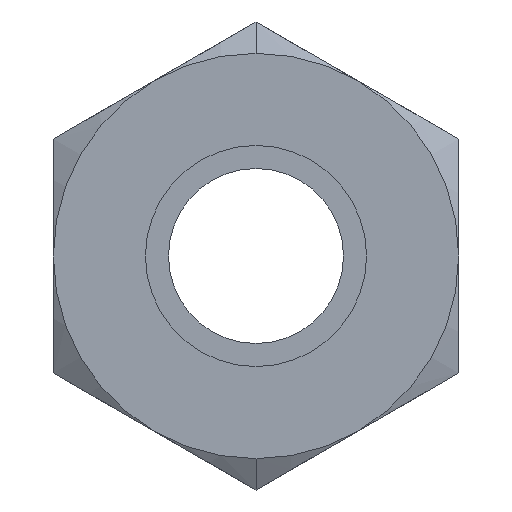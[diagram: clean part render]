
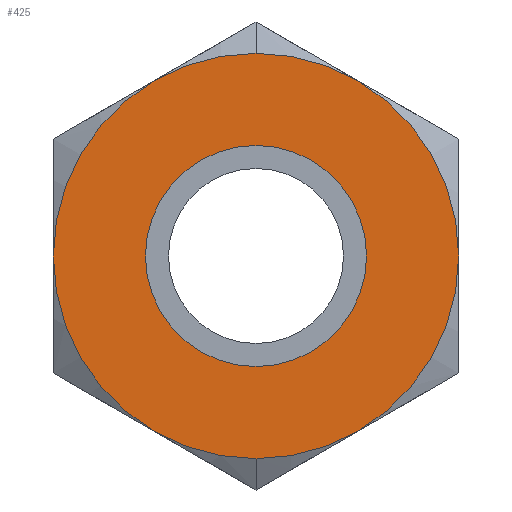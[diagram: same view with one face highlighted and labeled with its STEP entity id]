
A CAD part, left-side view. The second image highlights one B-rep face of the part: STEP entity #425.
In plain terms, the highlighted planar face has unit normal (-1, 0, 0).
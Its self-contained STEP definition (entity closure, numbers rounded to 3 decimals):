
#242 = DIRECTION ( 'NONE',  ( 0., 0., 1. ) ) ;
#425 = ADVANCED_FACE ( 'NONE', ( #2838, #2793 ), #6310, .T. ) ;
#933 = CARTESIAN_POINT ( 'NONE',  ( 0., 0., 0. ) ) ;
#1278 = CARTESIAN_POINT ( 'NONE',  ( 0., 0., 5.5 ) ) ;
#1386 = CARTESIAN_POINT ( 'NONE',  ( 0., 0., 6. ) ) ;
#1691 = CARTESIAN_POINT ( 'NONE',  ( 0., 0., -11. ) ) ;
#1914 = CIRCLE ( 'NONE', #9408, 6. ) ;
#2143 = VERTEX_POINT ( 'NONE', #1386 ) ;
#2203 = AXIS2_PLACEMENT_3D ( 'NONE', #1278, #9223, #2648 ) ;
#2338 = DIRECTION ( 'NONE',  ( 1., 0., 0. ) ) ;
#2455 = CARTESIAN_POINT ( 'NONE',  ( 0., 0., 0. ) ) ;
#2468 = DIRECTION ( 'NONE',  ( 1., 0., 0. ) ) ;
#2648 = DIRECTION ( 'NONE',  ( 0., 0., 1. ) ) ;
#2793 = FACE_OUTER_BOUND ( 'NONE', #2878, .T. ) ;
#2838 = FACE_BOUND ( 'NONE', #8132, .T. ) ;
#2878 = EDGE_LOOP ( 'NONE', ( #2890, #4572 ) ) ;
#2890 = ORIENTED_EDGE ( 'NONE', *, *, #5406, .F. ) ;
#2915 = EDGE_CURVE ( 'NONE', #5643, #2143, #1914, .T. ) ;
#2989 = VERTEX_POINT ( 'NONE', #1691 ) ;
#3029 = DIRECTION ( 'NONE',  ( 0., 0., -1. ) ) ;
#3214 = DIRECTION ( 'NONE',  ( 1., 0., 0. ) ) ;
#3444 = AXIS2_PLACEMENT_3D ( 'NONE', #2455, #3214, #3029 ) ;
#3446 = ORIENTED_EDGE ( 'NONE', *, *, #2915, .T. ) ;
#3472 = EDGE_CURVE ( 'NONE', #2989, #7292, #7597, .T. ) ;
#3853 = ORIENTED_EDGE ( 'NONE', *, *, #6216, .T. ) ;
#4065 = CIRCLE ( 'NONE', #4530, 11. ) ;
#4530 = AXIS2_PLACEMENT_3D ( 'NONE', #5314, #2338, #7703 ) ;
#4548 = CARTESIAN_POINT ( 'NONE',  ( 0., 0., 11. ) ) ;
#4572 = ORIENTED_EDGE ( 'NONE', *, *, #3472, .F. ) ;
#5193 = DIRECTION ( 'NONE',  ( 1., 0., 0. ) ) ;
#5314 = CARTESIAN_POINT ( 'NONE',  ( 0., 0., 0. ) ) ;
#5406 = EDGE_CURVE ( 'NONE', #7292, #2989, #4065, .T. ) ;
#5643 = VERTEX_POINT ( 'NONE', #9028 ) ;
#5768 = CIRCLE ( 'NONE', #6986, 6. ) ;
#6216 = EDGE_CURVE ( 'NONE', #2143, #5643, #5768, .T. ) ;
#6310 = PLANE ( 'NONE',  #2203 ) ;
#6794 = CARTESIAN_POINT ( 'NONE',  ( 0., 0., 0. ) ) ;
#6986 = AXIS2_PLACEMENT_3D ( 'NONE', #6794, #2468, #242 ) ;
#7292 = VERTEX_POINT ( 'NONE', #4548 ) ;
#7536 = DIRECTION ( 'NONE',  ( 0., 0., -1. ) ) ;
#7597 = CIRCLE ( 'NONE', #3444, 11. ) ;
#7703 = DIRECTION ( 'NONE',  ( 0., 0., 1. ) ) ;
#8132 = EDGE_LOOP ( 'NONE', ( #3446, #3853 ) ) ;
#9028 = CARTESIAN_POINT ( 'NONE',  ( 0., 0., -6. ) ) ;
#9223 = DIRECTION ( 'NONE',  ( -1., 0., 0. ) ) ;
#9408 = AXIS2_PLACEMENT_3D ( 'NONE', #933, #5193, #7536 ) ;
